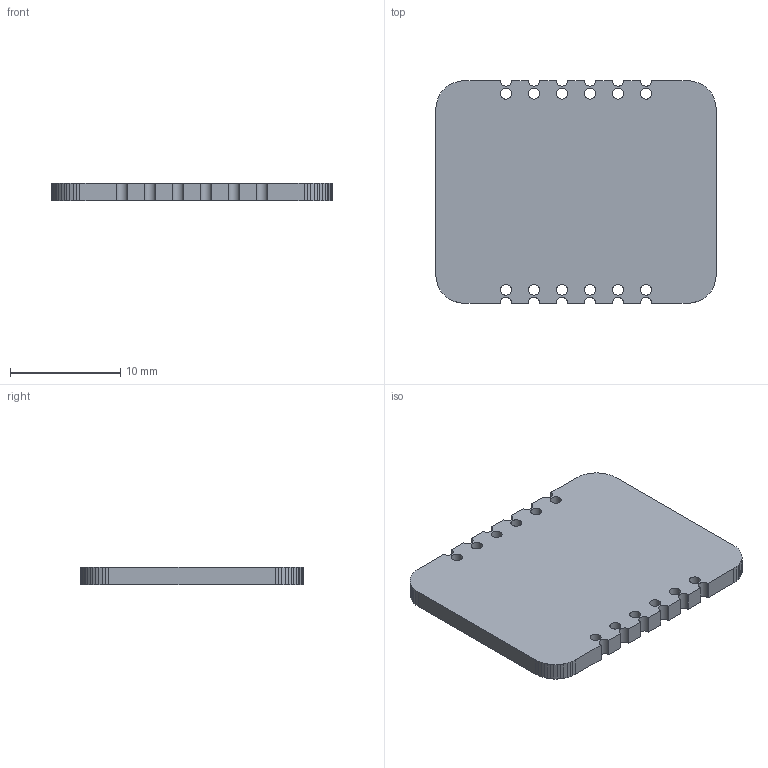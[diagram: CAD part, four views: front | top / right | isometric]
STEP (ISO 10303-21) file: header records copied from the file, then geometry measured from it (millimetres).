
FILE_DESCRIPTION(('KiCad electronic assembly'),'2;1');
FILE_NAME('Compass Castellated Board.step','2023-12-25T00:46:45',( 'Pcbnew'),('Kicad'),'Open CASCADE STEP processor 7.6', 'KiCad to STEP converter','Unknown');
FILE_SCHEMA(('AUTOMOTIVE_DESIGN { 1 0 10303 214 1 1 1 1 }'));
Length unit declared in the file: millimetre
Products named in the file (2): Compass Castellated Board 1; PCB
Assembly tree (1 placements, depth 2):
  Compass Castellated Board 1
    PCB
Bounding box: 25.4 x 20.15 x 1.6 mm (x, y, z)
Volume: 787.1 mm3; surface area: 1195.1 mm2
Topology: 1 solids, 1 shells, 100 faces, 294 edges, 196 vertices
Faces by surface type: plane 70, cylinder 30
Full cylindrical faces by diameter (mm): 1 x12
Entity records: 7379 total; most frequent: CARTESIAN_POINT 1576, DIRECTION 1050, LINE 726, VECTOR 726, ORIENTED_EDGE 588, PCURVE 588, DEFINITIONAL_REPRESENTATION 588, EDGE_CURVE 294
